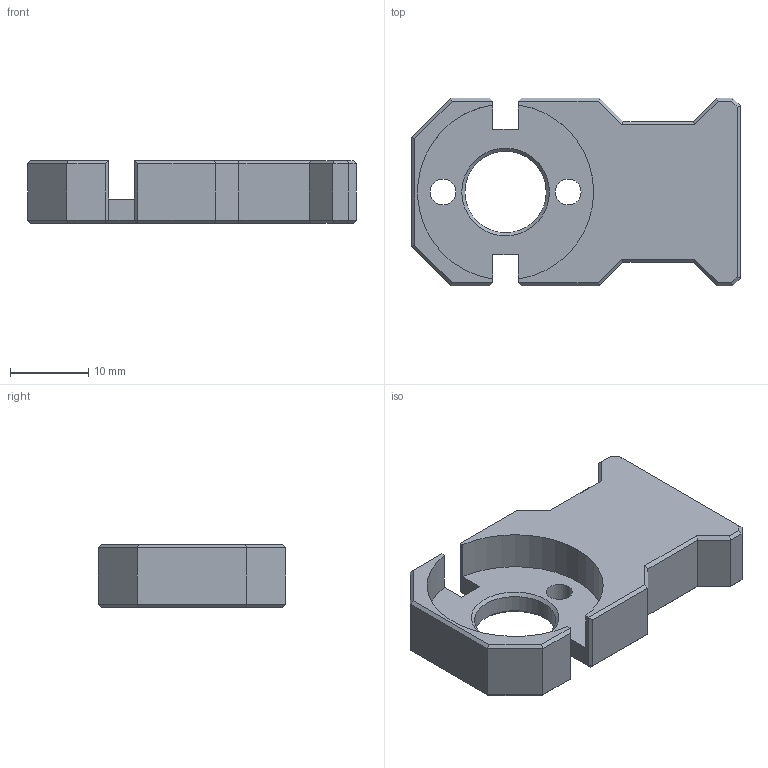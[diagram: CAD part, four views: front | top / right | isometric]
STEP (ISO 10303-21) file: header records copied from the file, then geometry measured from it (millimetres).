
FILE_DESCRIPTION(('FreeCAD Model'),'2;1');
FILE_NAME('nut-cutter-guide.step','2020-04-13T21:04:26',('Author'),(''), 'Open CASCADE STEP processor 7.3','FreeCAD','Unknown');
FILE_SCHEMA(('AUTOMOTIVE_DESIGN { 1 0 10303 214 1 1 1 1 }'));
Length unit declared in the file: millimetre
Products named in the file (1): supporter
Bounding box: 42 x 24 x 8 mm (x, y, z)
Volume: 4849.6 mm3; surface area: 3025 mm2
Topology: 1 solids, 1 shells, 88 faces, 202 edges, 116 vertices
Faces by surface type: plane 78, cylinder 6, cone 4
Full cylindrical faces by diameter (mm): 3.3 x2, 10.4 x1
Entity records: 5604 total; most frequent: CARTESIAN_POINT 847, DIRECTION 764, LINE 542, VECTOR 542, ORIENTED_EDGE 404, PCURVE 404, DEFINITIONAL_REPRESENTATION 404, EDGE_CURVE 202
